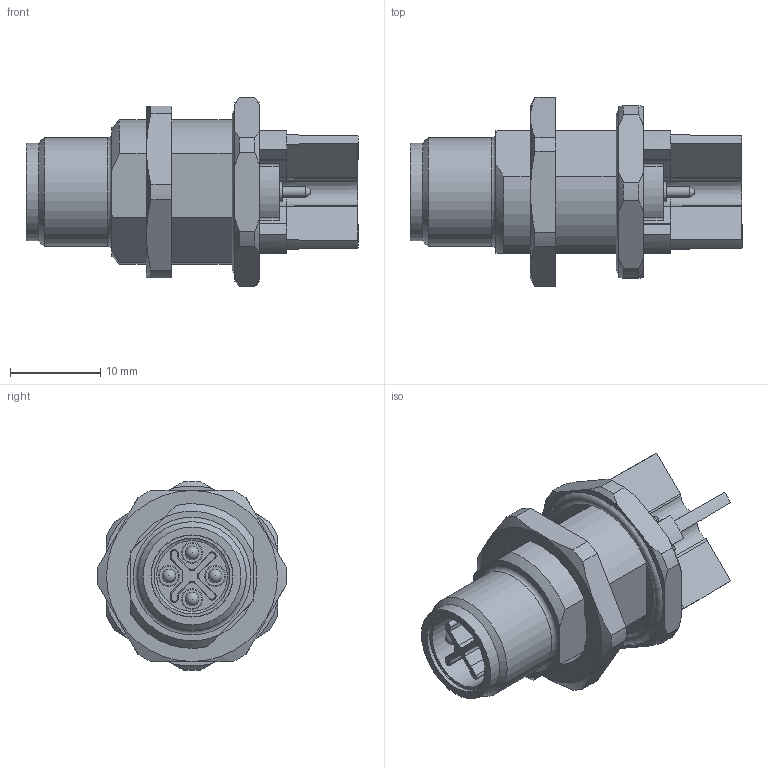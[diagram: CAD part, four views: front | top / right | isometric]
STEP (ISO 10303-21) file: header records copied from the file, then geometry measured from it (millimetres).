
FILE_DESCRIPTION(/* description */ (''),/* implementation_level */ '2;1');
FILE_NAME(/* name */ '5037927__2--Einbauflanschstecker_assy_01-02-2022_stp_stp.stp',/* time_stamp */ '2022-02-01T08:41:25+01:00',/* author */ ('ESCHA GmbH & Co. KG'),/* organization */ ('ESCHA GmbH & Co. KG'),/* preprocessor_version */ 'ST-DEVELOPER v16',/* originating_system */ 'SIEMENS PLM Software NX 10.0',/* authorisation */ '');
FILE_SCHEMA (('AUTOMOTIVE_DESIGN { 1 0 10303 214 3 1 1 1 }'));
Length unit declared in the file: millimetre
Products named in the file (1): t.he462CB8F6m7yy
Bounding box: 36.7 x 20.99 x 20.89 mm (x, y, z)
Volume: 4786.2 mm3; surface area: 3722.1 mm2
Topology: 1 solids, 1 shells, 283 faces, 747 edges, 478 vertices
Faces by surface type: cylinder 128, plane 97, cone 40, torus 14, sphere 4
Full cylindrical faces by diameter (mm): 1.2 x4, 1.5 x4, 2.12 x4, 2.2 x4, 8.4 x1, 9 x1, 10.8 x1, 12 x1
Entity records: 8529 total; most frequent: CARTESIAN_POINT 1596, DIRECTION 1515, ORIENTED_EDGE 1376, EDGE_CURVE 688, AXIS2_PLACEMENT_3D 593, VERTEX_POINT 458, EDGE_LOOP 342, LINE 329
